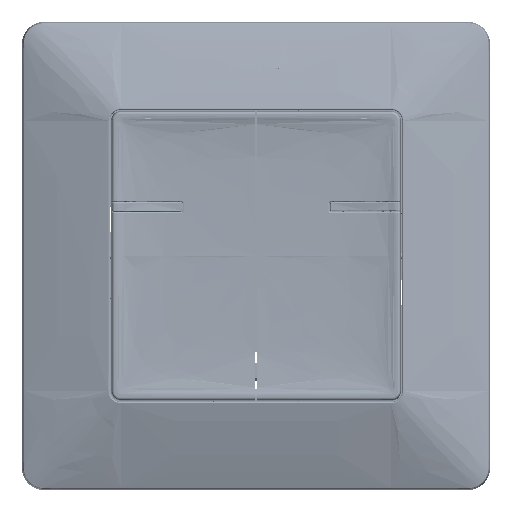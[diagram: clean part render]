
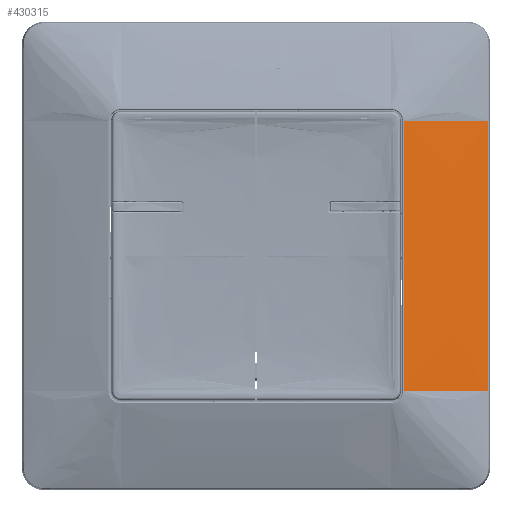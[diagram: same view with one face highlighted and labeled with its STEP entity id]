
A CAD part, top view. The second image highlights one B-rep face of the part: STEP entity #430315.
In plain terms, the highlighted face is a extrusion surface.
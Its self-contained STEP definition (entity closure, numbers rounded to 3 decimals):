
#419678=CARTESIAN_POINT('Vertex',(42.55,24.8,33.113)) ;
#419934=CARTESIAN_POINT('Vertex',(42.55,-24.8,33.113)) ;
#420000=CARTESIAN_POINT('Line Origine',(42.55,0.,33.113)) ;
#430154=CARTESIAN_POINT('Vertex',(27.108,24.8,37.992)) ;
#430158=CARTESIAN_POINT('Control Point',(27.108,24.8,37.992)) ;
#430159=CARTESIAN_POINT('Control Point',(30.444,24.8,37.101)) ;
#430160=CARTESIAN_POINT('Control Point',(33.563,24.8,36.199)) ;
#430161=CARTESIAN_POINT('Control Point',(36.479,24.8,35.247)) ;
#430162=CARTESIAN_POINT('Control Point',(39.529,24.8,34.188)) ;
#430163=CARTESIAN_POINT('Control Point',(42.55,24.8,33.113)) ;
#430250=CARTESIAN_POINT('Control Point',(27.108,-24.8,37.992)) ;
#430251=CARTESIAN_POINT('Control Point',(30.444,-24.8,37.101)) ;
#430252=CARTESIAN_POINT('Control Point',(33.563,-24.8,36.199)) ;
#430253=CARTESIAN_POINT('Control Point',(36.479,-24.8,35.247)) ;
#430254=CARTESIAN_POINT('Control Point',(39.529,-24.8,34.188)) ;
#430255=CARTESIAN_POINT('Control Point',(42.55,-24.8,33.113)) ;
#430256=CARTESIAN_POINT('Vertex',(27.108,-24.8,37.992)) ;
#430295=CARTESIAN_POINT('Control Point',(27.108,24.8,37.992)) ;
#430296=CARTESIAN_POINT('Control Point',(30.444,24.8,37.101)) ;
#430297=CARTESIAN_POINT('Control Point',(33.563,24.8,36.199)) ;
#430298=CARTESIAN_POINT('Control Point',(36.479,24.8,35.247)) ;
#430299=CARTESIAN_POINT('Control Point',(39.529,24.8,34.188)) ;
#430300=CARTESIAN_POINT('Control Point',(42.55,24.8,33.113)) ;
#430304=CARTESIAN_POINT('Line Origine',(27.108,0.,37.992)) ;
#420001=DIRECTION('Vector Direction',(0.,-1.,0.)) ;
#430301=DIRECTION('Vector Direction',(0.,-1.,0.)) ;
#430305=DIRECTION('Vector Direction',(0.,-1.,0.)) ;
#420002=VECTOR('Line Direction',#420001,1.) ;
#430302=VECTOR('Extrusion Surface Vector',#430301,1.) ;
#430306=VECTOR('Line Direction',#430305,1.) ;
#430310=ORIENTED_EDGE('',*,*,#430308,.T.) ;
#430311=ORIENTED_EDGE('',*,*,#430258,.T.) ;
#430312=ORIENTED_EDGE('',*,*,#420004,.F.) ;
#430313=ORIENTED_EDGE('',*,*,#430164,.F.) ;
#430315=ADVANCED_FACE('T001124_A .1\\ED03860_A-MOD-1.CATPart.1\\PLAQUE',(#430314),#430303,.F.) ;
#430157=B_SPLINE_CURVE_WITH_KNOTS('',5,(#430158,#430159,#430160,#430161,#430162,#430163),.UNSPECIFIED.,.F.,.U.,(6,6),(0.301,16.682),.UNSPECIFIED.) ;
#430249=B_SPLINE_CURVE_WITH_KNOTS('',5,(#430250,#430251,#430252,#430253,#430254,#430255),.UNSPECIFIED.,.F.,.U.,(6,6),(0.301,16.682),.UNSPECIFIED.) ;
#430294=B_SPLINE_CURVE_WITH_KNOTS('',5,(#430295,#430296,#430297,#430298,#430299,#430300),.UNSPECIFIED.,.F.,.U.,(6,6),(0.301,16.682),.UNSPECIFIED.) ;
#420004=EDGE_CURVE('',#419679,#419935,#420003,.T.) ;
#430164=EDGE_CURVE('',#430155,#419679,#430157,.T.) ;
#430258=EDGE_CURVE('',#430257,#419935,#430249,.T.) ;
#430308=EDGE_CURVE('',#430155,#430257,#430307,.T.) ;
#430309=EDGE_LOOP('',(#430310,#430311,#430312,#430313)) ;
#430314=FACE_OUTER_BOUND('',#430309,.T.) ;
#420003=LINE('Line',#420000,#420002) ;
#430307=LINE('Line',#430304,#430306) ;
#430303=SURFACE_OF_LINEAR_EXTRUSION('generated tabulated cylinder',#430294,#430302) ;
#419679=VERTEX_POINT('',#419678) ;
#419935=VERTEX_POINT('',#419934) ;
#430155=VERTEX_POINT('',#430154) ;
#430257=VERTEX_POINT('',#430256) ;
